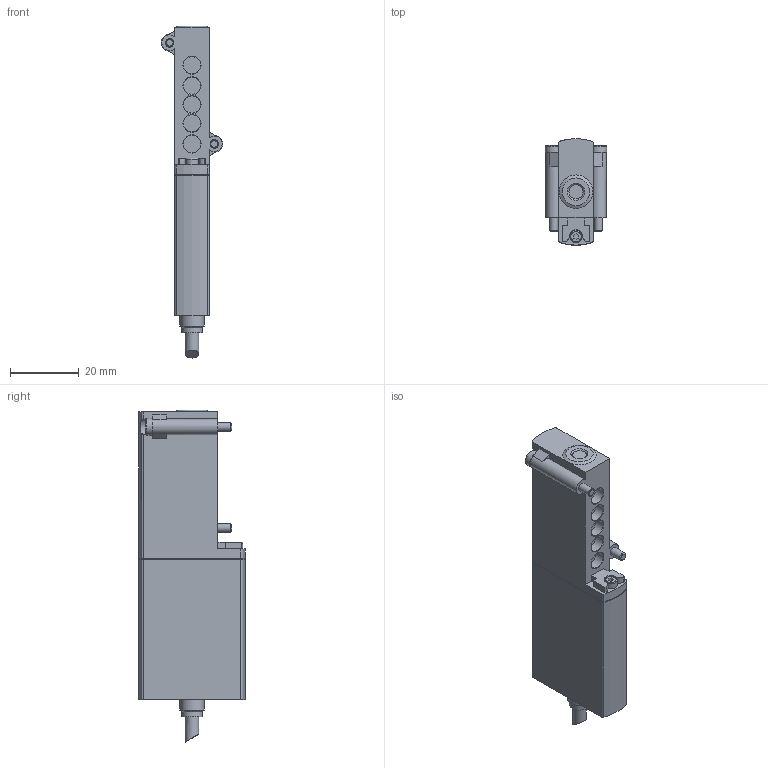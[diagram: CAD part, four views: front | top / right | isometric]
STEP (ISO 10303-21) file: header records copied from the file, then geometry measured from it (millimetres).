
FILE_DESCRIPTION(/* description */ ('STEP AP214'),/* implementation_level */ '2;1');
FILE_NAME(/* name */ '525103_MHA2-MS1H-5_2-2-K',/* time_stamp */ '2024-09-05T12:19:22+02:00',/* author */ ('License CC BY-ND 4.0'),/* organization */ ('CADENAS'),/* preprocessor_version */ 'ST-DEVELOPER v19.3',/* originating_system */ 'PARTsolutions',/* authorisation */ ' ');
FILE_SCHEMA (('AUTOMOTIVE_DESIGN {1 0 10303 214 3 1 1}'));
Length unit declared in the file: millimetre
Products named in the file (1): 525103 MHA2-MS1H-5/2-2-K
Bounding box: 17.9 x 31 x 96.83 mm (x, y, z)
Volume: 23198.5 mm3; surface area: 7652.4 mm2
Topology: 1 solids, 1 shells, 136 faces, 334 edges, 218 vertices
Faces by surface type: plane 83, cylinder 40, cone 10, torus 3
Full cylindrical faces by diameter (mm): 2.5 x2, 3.6 x1, 4 x1, 4.9 x2, 5 x5, 6 x1, 7 x1
Entity records: 4819 total; most frequent: CARTESIAN_POINT 675, DIRECTION 666, ORIENTED_EDGE 608, EDGE_CURVE 304, AXIS2_PLACEMENT_3D 231, VERTEX_POINT 214, LINE 204, VECTOR 204
